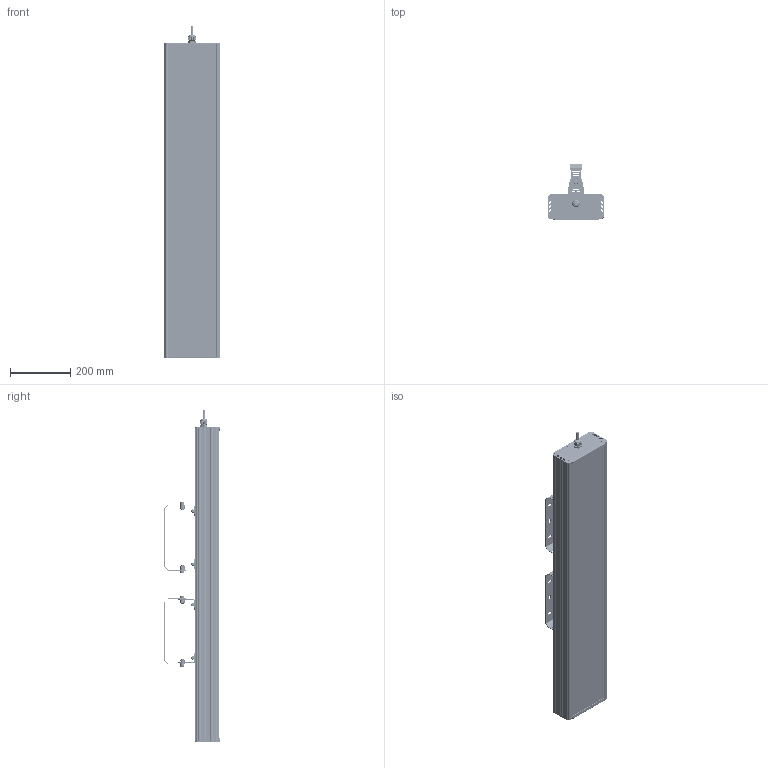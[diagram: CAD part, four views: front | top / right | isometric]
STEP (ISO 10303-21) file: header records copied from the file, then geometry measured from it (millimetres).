
FILE_DESCRIPTION(('STEP AP214'), '1');
FILE_NAME('001.0079.96.000 - ÃÑÏ-Ýêñòðà-Îïòèê-220', '2023-11-03T05:02:59', ('Ëóêîíèí'), ('ÎÊÁ Ñâîé Ñòèëü'), 'C3D Converter', 'C3D Toolkit', '');
FILE_SCHEMA(('AUTOMOTIVE_DESIGN { 1 0 10303 214 3 1 1}'));
Length unit declared in the file: millimetre
Products named in the file (41): 001.0079.96.000
Assembly tree (86 placements, depth 4):
  001.0079.96.000
    (unnamed)
      (unnamed)
      (unnamed)
      (unnamed)
      (unnamed)  x6
      (unnamed)  x6
      (unnamed)
      (unnamed)
      (unnamed)
      (unnamed)
        (unnamed)
      (unnamed)  x22
        (unnamed)
        (unnamed)
        (unnamed)
        (unnamed)
        (unnamed)
        (unnamed)
        (unnamed)
        (unnamed)
        (unnamed)
        (unnamed)
    (unnamed)  x2
      (unnamed)
      (unnamed)
      (unnamed)
      (unnamed)
      (unnamed)
      (unnamed)
      (unnamed)
      (unnamed)
      (unnamed)
      (unnamed)
      (unnamed)
      (unnamed)
      (unnamed)
      (unnamed)
      (unnamed)
      (unnamed)
      (unnamed)
Bounding box: 187.37 x 184.65 x 1106.43 mm (x, y, z)
Volume: 3540122.1 mm3; surface area: 2641999.2 mm2
Topology: 784 solids, 784 shells, 10884 faces, 24849 edges, 16573 vertices
Faces by surface type: plane 7616, cylinder 2586, bspline 373, cone 274, sphere 22, torus 13
Full cylindrical faces by diameter (mm): 1 x22, 2 x44, 2.5 x88, 2.8 x550, 3.2 x22, 3.5 x132, 4 x12, 6 x8, 6.375 x4, 8 x20, 8.5 x16, 9 x286, 12 x5, 12.5 x1, 13.333 x4, 16 x9, 18.5 x3, 20 x1, 23.5 x1
Entity records: 112731 total; most frequent: CARTESIAN_POINT 51806, ORIENTED_EDGE 11236, DIRECTION 10452, EDGE_CURVE 5618, VERTEX_POINT 3842, AXIS2_PLACEMENT_3D 3559, LINE 3334, VECTOR 3334
